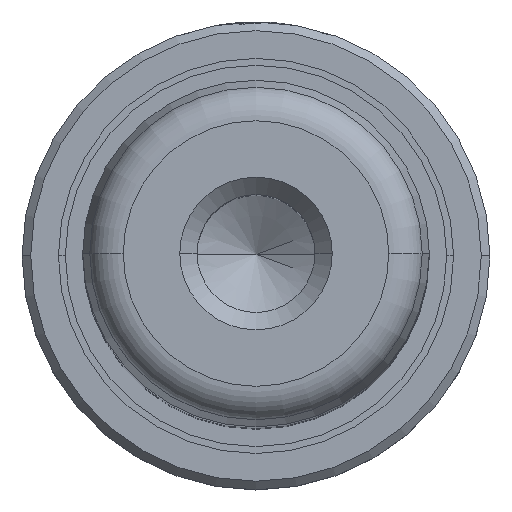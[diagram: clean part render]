
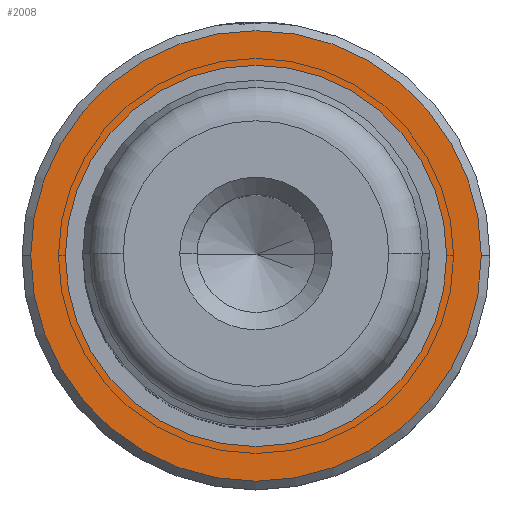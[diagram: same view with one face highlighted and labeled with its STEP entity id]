
A CAD part, top view. The second image highlights one B-rep face of the part: STEP entity #2008.
In plain terms, the highlighted planar face has unit normal (0, 0, 1).
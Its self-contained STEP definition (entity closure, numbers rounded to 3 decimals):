
#99 = ORIENTED_EDGE ( 'NONE', *, *, #917, .T. ) ;
#210 = EDGE_LOOP ( 'NONE', ( #1257, #1581 ) ) ;
#228 = EDGE_CURVE ( 'NONE', #2207, #948, #1576, .T. ) ;
#247 = DIRECTION ( 'NONE',  ( -1., 0., 0. ) ) ;
#251 = DIRECTION ( 'NONE',  ( 0., 0., 1. ) ) ;
#253 = CARTESIAN_POINT ( 'NONE',  ( 0., 0., 40. ) ) ;
#269 = CIRCLE ( 'NONE', #2181, 13. ) ;
#316 = DIRECTION ( 'NONE',  ( 0., 0., -1. ) ) ;
#324 = AXIS2_PLACEMENT_3D ( 'NONE', #253, #251, #247 ) ;
#334 = CARTESIAN_POINT ( 'NONE',  ( -11., 0., 40. ) ) ;
#391 = CARTESIAN_POINT ( 'NONE',  ( 11., 0., 40. ) ) ;
#398 = DIRECTION ( 'NONE',  ( -1., 0., 0. ) ) ;
#456 = AXIS2_PLACEMENT_3D ( 'NONE', #1709, #1648, #1635 ) ;
#481 = VERTEX_POINT ( 'NONE', #633 ) ;
#507 = CARTESIAN_POINT ( 'NONE',  ( 0., 0., 40. ) ) ;
#531 = CARTESIAN_POINT ( 'NONE',  ( 0., 0., 40. ) ) ;
#550 = DIRECTION ( 'NONE',  ( -1., 0., 0. ) ) ;
#565 = EDGE_CURVE ( 'NONE', #1539, #481, #1621, .T. ) ;
#633 = CARTESIAN_POINT ( 'NONE',  ( 13., 0., 40. ) ) ;
#665 = DIRECTION ( 'NONE',  ( 0., 0., 1. ) ) ;
#917 = EDGE_CURVE ( 'NONE', #481, #1539, #269, .T. ) ;
#934 = EDGE_CURVE ( 'NONE', #948, #2207, #2034, .T. ) ;
#939 = CARTESIAN_POINT ( 'NONE',  ( -13., 0., 40. ) ) ;
#948 = VERTEX_POINT ( 'NONE', #334 ) ;
#1070 = DIRECTION ( 'NONE',  ( -1., 0., 0. ) ) ;
#1079 = DIRECTION ( 'NONE',  ( 0., 0., -1. ) ) ;
#1081 = CARTESIAN_POINT ( 'NONE',  ( 0., 0., 40. ) ) ;
#1257 = ORIENTED_EDGE ( 'NONE', *, *, #934, .T. ) ;
#1291 = FACE_OUTER_BOUND ( 'NONE', #1706, .T. ) ;
#1539 = VERTEX_POINT ( 'NONE', #939 ) ;
#1576 = CIRCLE ( 'NONE', #2111, 11. ) ;
#1578 = ORIENTED_EDGE ( 'NONE', *, *, #565, .T. ) ;
#1581 = ORIENTED_EDGE ( 'NONE', *, *, #228, .T. ) ;
#1621 = CIRCLE ( 'NONE', #324, 13. ) ;
#1635 = DIRECTION ( 'NONE',  ( -1., 0., 0. ) ) ;
#1648 = DIRECTION ( 'NONE',  ( 0., 0., -1. ) ) ;
#1706 = EDGE_LOOP ( 'NONE', ( #1578, #99 ) ) ;
#1709 = CARTESIAN_POINT ( 'NONE',  ( 10., 0., 40. ) ) ;
#1716 = FACE_BOUND ( 'NONE', #210, .T. ) ;
#1728 = PLANE ( 'NONE',  #456 ) ;
#2008 = ADVANCED_FACE ( 'NONE', ( #1716, #1291 ), #1728, .F. ) ;
#2034 = CIRCLE ( 'NONE', #2290, 11. ) ;
#2111 = AXIS2_PLACEMENT_3D ( 'NONE', #1081, #1079, #1070 ) ;
#2181 = AXIS2_PLACEMENT_3D ( 'NONE', #531, #665, #550 ) ;
#2207 = VERTEX_POINT ( 'NONE', #391 ) ;
#2290 = AXIS2_PLACEMENT_3D ( 'NONE', #507, #316, #398 ) ;
